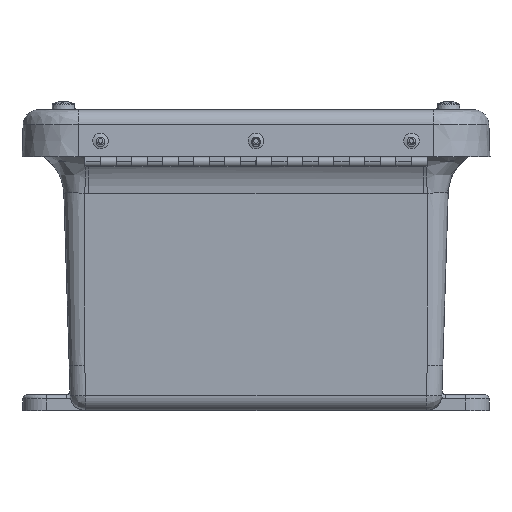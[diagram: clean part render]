
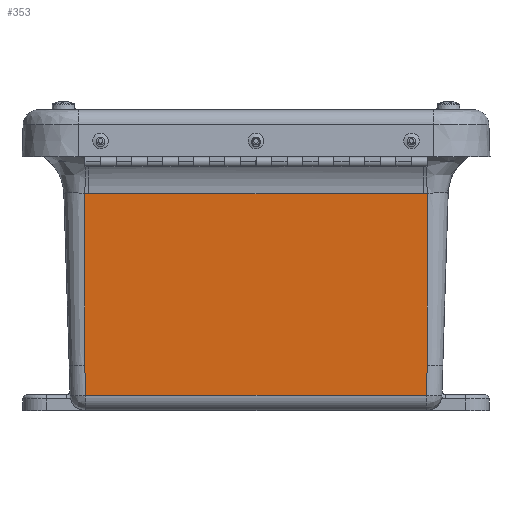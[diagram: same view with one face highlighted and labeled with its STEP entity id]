
A CAD part, left-side view. The second image highlights one B-rep face of the part: STEP entity #353.
In plain terms, the highlighted planar face has unit normal (-1, 0, -0.031).
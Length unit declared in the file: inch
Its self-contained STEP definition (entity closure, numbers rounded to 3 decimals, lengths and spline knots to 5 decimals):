
#57 = CARTESIAN_POINT ( 'NONE',  ( -2.99543, -2.75355, -3.89539 ) ) ;
#353 = ADVANCED_FACE ( 'NONE', ( #1488 ), #3729, .T. ) ;
#1363 = EDGE_CURVE ( 'NONE', #3058, #20943, #18103, .T. ) ;
#1488 = FACE_OUTER_BOUND ( 'NONE', #22164, .T. ) ;
#1511 = CARTESIAN_POINT ( 'NONE',  ( -3.08204, 2.75355, -1.13866 ) ) ;
#2124 = DIRECTION ( 'NONE',  ( 0.031, -0.031, -0.999 ) ) ;
#2429 = DIRECTION ( 'NONE',  ( 0., 1., 0. ) ) ;
#2473 = VERTEX_POINT ( 'NONE', #4661 ) ;
#2553 = VECTOR ( 'NONE', #20856, 39.37008 ) ;
#3058 = VERTEX_POINT ( 'NONE', #57 ) ;
#3186 = ORIENTED_EDGE ( 'NONE', *, *, #26592, .F. ) ;
#3481 = VERTEX_POINT ( 'NONE', #12395 ) ;
#3483 = CARTESIAN_POINT ( 'NONE',  ( -3.08201, -2.73195, -1.13949 ) ) ;
#3549 = EDGE_CURVE ( 'NONE', #15455, #20943, #22126, .T. ) ;
#3597 = CARTESIAN_POINT ( 'NONE',  ( -3.082, -2.71034, -1.13991 ) ) ;
#3664 = EDGE_CURVE ( 'NONE', #15455, #24724, #4792, .T. ) ;
#3729 = PLANE ( 'NONE',  #31218 ) ;
#3935 = DIRECTION ( 'NONE',  ( 0.031, 0., -1. ) ) ;
#4322 = CARTESIAN_POINT ( 'NONE',  ( -2.99543, 2.75355, -3.89539 ) ) ;
#4445 = VECTOR ( 'NONE', #2124, 39.37008 ) ;
#4511 = CARTESIAN_POINT ( 'NONE',  ( -3.08204, 2.75355, -1.13866 ) ) ;
#4661 = CARTESIAN_POINT ( 'NONE',  ( -2.99543, 2.75355, -3.89539 ) ) ;
#4792 = LINE ( 'NONE', #11618, #17788 ) ;
#7137 = CARTESIAN_POINT ( 'NONE',  ( -3.082, 2.71036, -1.13991 ) ) ;
#7234 = CARTESIAN_POINT ( 'NONE',  ( -2.98011, -2.73824, -4.38285 ) ) ;
#7241 = CARTESIAN_POINT ( 'NONE',  ( -3.082, -2.68875, -1.13991 ) ) ;
#7399 = DIRECTION ( 'NONE',  ( -0.031, 0., 1. ) ) ;
#7696 = CARTESIAN_POINT ( 'NONE',  ( -2.98011, -2.73824, -4.38285 ) ) ;
#8712 = VERTEX_POINT ( 'NONE', #7234 ) ;
#9085 = EDGE_CURVE ( 'NONE', #8712, #3058, #27982, .T. ) ;
#9310 = CARTESIAN_POINT ( 'NONE',  ( -3.11769, 2.75355, -0.00391 ) ) ;
#10416 = VERTEX_POINT ( 'NONE', #1511 ) ;
#11065 = CARTESIAN_POINT ( 'NONE',  ( -3.082, -2.68875, -1.13991 ) ) ;
#11618 = CARTESIAN_POINT ( 'NONE',  ( -3.082, 2.75355, -1.13991 ) ) ;
#12395 = CARTESIAN_POINT ( 'NONE',  ( -2.98011, 2.73824, -4.38285 ) ) ;
#12686 = VECTOR ( 'NONE', #2429, 39.37008 ) ;
#12766 = DIRECTION ( 'NONE',  ( -0.031, -0.031, 0.999 ) ) ;
#13037 = CARTESIAN_POINT ( 'NONE',  ( -3.082, 2.68875, -1.13991 ) ) ;
#13958 = ORIENTED_EDGE ( 'NONE', *, *, #9085, .T. ) ;
#14642 = LINE ( 'NONE', #27150, #12686 ) ;
#15406 = EDGE_CURVE ( 'NONE', #10416, #24724, #26410, .T. ) ;
#15455 = VERTEX_POINT ( 'NONE', #7241 ) ;
#15716 = ORIENTED_EDGE ( 'NONE', *, *, #23394, .T. ) ;
#15835 = ORIENTED_EDGE ( 'NONE', *, *, #3549, .F. ) ;
#17003 = ORIENTED_EDGE ( 'NONE', *, *, #23700, .T. ) ;
#17788 = VECTOR ( 'NONE', #24160, 39.37008 ) ;
#18103 = LINE ( 'NONE', #30177, #30715 ) ;
#19059 = LINE ( 'NONE', #23530, #2553 ) ;
#19479 = CARTESIAN_POINT ( 'NONE',  ( -3.082, 2.68875, -1.13991 ) ) ;
#19795 = CARTESIAN_POINT ( 'NONE',  ( -3.08204, -2.75355, -1.13866 ) ) ;
#20856 = DIRECTION ( 'NONE',  ( 0.031, 0., -1. ) ) ;
#20943 = VERTEX_POINT ( 'NONE', #19795 ) ;
#21403 = DIRECTION ( 'NONE',  ( -1., 0., -0.031 ) ) ;
#22126 = B_SPLINE_CURVE_WITH_KNOTS ( 'NONE', 3,
 ( #11065, #3597, #3483, #28455 ),
 .UNSPECIFIED., .F., .F.,
 ( 4, 4 ),
 ( 0., 1. ),
 .UNSPECIFIED. ) ;
#22164 = EDGE_LOOP ( 'NONE', ( #13958, #23495, #15835, #23298, #28650, #15716, #17003, #3186 ) ) ;
#23298 = ORIENTED_EDGE ( 'NONE', *, *, #3664, .T. ) ;
#23394 = EDGE_CURVE ( 'NONE', #10416, #2473, #19059, .T. ) ;
#23495 = ORIENTED_EDGE ( 'NONE', *, *, #1363, .T. ) ;
#23530 = CARTESIAN_POINT ( 'NONE',  ( -3.11769, 2.75355, -0.00391 ) ) ;
#23700 = EDGE_CURVE ( 'NONE', #2473, #3481, #29226, .T. ) ;
#24160 = DIRECTION ( 'NONE',  ( 0., 1., 0. ) ) ;
#24724 = VERTEX_POINT ( 'NONE', #13037 ) ;
#26410 = B_SPLINE_CURVE_WITH_KNOTS ( 'NONE', 3,
 ( #4511, #27073, #7137, #19479 ),
 .UNSPECIFIED., .F., .F.,
 ( 4, 4 ),
 ( 0., 1. ),
 .UNSPECIFIED. ) ;
#26592 = EDGE_CURVE ( 'NONE', #8712, #3481, #14642, .T. ) ;
#27073 = CARTESIAN_POINT ( 'NONE',  ( -3.08201, 2.73197, -1.13949 ) ) ;
#27150 = CARTESIAN_POINT ( 'NONE',  ( -2.98011, 0., -4.38285 ) ) ;
#27175 = VECTOR ( 'NONE', #12766, 39.37008 ) ;
#27982 = LINE ( 'NONE', #7696, #27175 ) ;
#28455 = CARTESIAN_POINT ( 'NONE',  ( -3.08204, -2.75355, -1.13866 ) ) ;
#28650 = ORIENTED_EDGE ( 'NONE', *, *, #15406, .F. ) ;
#29226 = LINE ( 'NONE', #4322, #4445 ) ;
#30177 = CARTESIAN_POINT ( 'NONE',  ( -3.11769, -2.75355, -0.00391 ) ) ;
#30715 = VECTOR ( 'NONE', #7399, 39.37008 ) ;
#31218 = AXIS2_PLACEMENT_3D ( 'NONE', #9310, #21403, #3935 ) ;
